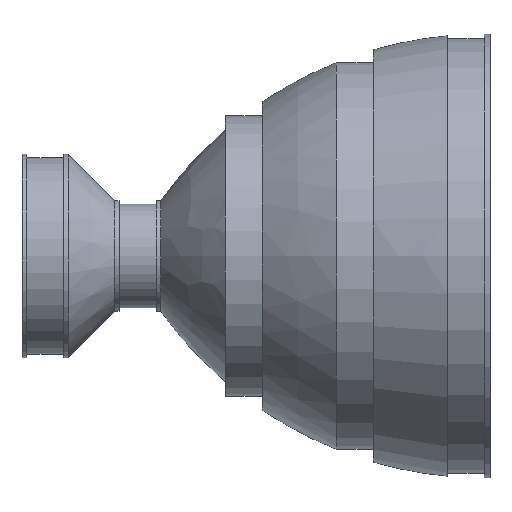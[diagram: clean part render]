
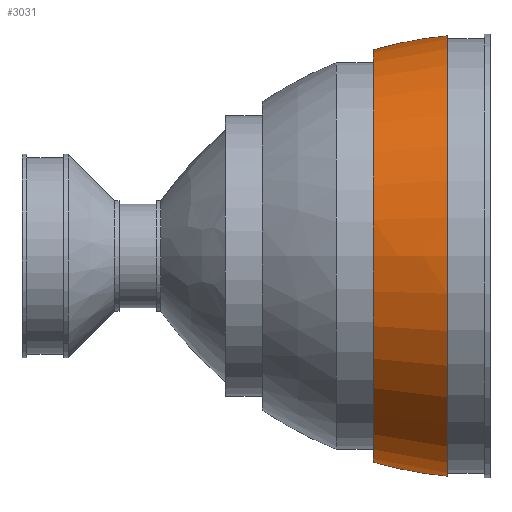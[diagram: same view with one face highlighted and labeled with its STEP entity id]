
A CAD part, top view. The second image highlights one B-rep face of the part: STEP entity #3031.
In plain terms, the highlighted free-form (B-spline) face has degree [3, 3] with [7, 4] control points.
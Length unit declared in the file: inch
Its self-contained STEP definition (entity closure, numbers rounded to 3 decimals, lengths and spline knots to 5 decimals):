
#731=CARTESIAN_POINT('',(715.,0.,0.));
#732=DIRECTION('',(1.,0.,0.));
#733=DIRECTION('',(0.,1.,0.));
#734=AXIS2_PLACEMENT_3D('',#731,#732,#733);
#747=CARTESIAN_POINT('',(775.00024,-95.13855,0.));
#748=DIRECTION('',(0.,0.,1.));
#749=DIRECTION('',(-0.093,0.996,0.));
#750=AXIS2_PLACEMENT_3D('',#747,#748,#749);
#755=CARTESIAN_POINT('',(755.,0.,0.));
#756=DIRECTION('',(1.,0.,0.));
#757=DIRECTION('',(0.,1.,0.));
#758=AXIS2_PLACEMENT_3D('',#755,#756,#757);
#763=CARTESIAN_POINT('',(775.00024,95.13855,0.));
#764=DIRECTION('',(0.,0.,-1.));
#765=DIRECTION('',(-0.093,-0.996,0.));
#766=AXIS2_PLACEMENT_3D('',#763,#764,#765);
#1959=CARTESIAN_POINT('',(755.,119.06867,0.));
#1960=CARTESIAN_POINT('',(715.,111.46424,0.));
#1961=VERTEX_POINT('',#1959);
#1962=VERTEX_POINT('',#1960);
#2025=CARTESIAN_POINT('',(755.,-119.06867,0.));
#2026=CARTESIAN_POINT('',(715.,-111.46424,0.));
#2027=VERTEX_POINT('',#2025);
#2028=VERTEX_POINT('',#2026);
#2995=CARTESIAN_POINT('',(755.81216,-118.90784,
-7.48105));
#2996=CARTESIAN_POINT('',(741.70947,-117.6475,
-7.40175));
#2997=CARTESIAN_POINT('',(727.7995,-115.00828,
-7.23571));
#2998=CARTESIAN_POINT('',(714.21724,-111.01581,
-6.98452));
#2999=CARTESIAN_POINT('',(755.81216,-123.51167,65.69467));
#3000=CARTESIAN_POINT('',(741.70947,-122.20252,64.99835));
#3001=CARTESIAN_POINT('',(727.7995,-119.46112,63.54023));
#3002=CARTESIAN_POINT('',(714.21724,-115.31408,61.33445));
#3003=CARTESIAN_POINT('',(755.81216,-73.3204,119.14295));
#3004=CARTESIAN_POINT('',(741.70947,-72.54325,117.8801));
#3005=CARTESIAN_POINT('',(727.7995,-70.91587,115.23567));
#3006=CARTESIAN_POINT('',(714.21724,-68.45405,111.23531));
#3007=CARTESIAN_POINT('',(755.81216,0.,
119.14295));
#3008=CARTESIAN_POINT('',(741.70947,0.,
117.8801));
#3009=CARTESIAN_POINT('',(727.7995,0.,
115.23567));
#3010=CARTESIAN_POINT('',(714.21724,0.,
111.23531));
#3011=CARTESIAN_POINT('',(755.81216,73.3204,119.14295));
#3012=CARTESIAN_POINT('',(741.70947,72.54325,117.8801));
#3013=CARTESIAN_POINT('',(727.7995,70.91587,115.23567));
#3014=CARTESIAN_POINT('',(714.21724,68.45405,111.23531));
#3015=CARTESIAN_POINT('',(755.81216,123.51167,65.69467));
#3016=CARTESIAN_POINT('',(741.70947,122.20252,64.99835));
#3017=CARTESIAN_POINT('',(727.7995,119.46112,63.54023));
#3018=CARTESIAN_POINT('',(714.21724,115.31408,61.33445));
#3019=CARTESIAN_POINT('',(755.81216,118.90784,-7.48105));
#3020=CARTESIAN_POINT('',(741.70947,117.6475,-7.40175));
#3021=CARTESIAN_POINT('',(727.7995,115.00828,-7.23571));
#3022=CARTESIAN_POINT('',(714.21724,111.01581,-6.98452));
#3023=(BOUNDED_SURFACE()B_SPLINE_SURFACE(3,3,((#2995,#2996,#2997,#2998),(#2999,
#3000,#3001,#3002),(#3003,#3004,#3005,#3006),(#3007,#3008,#3009,#3010),(#3011,
#3012,#3013,#3014),(#3015,#3016,#3017,#3018),(#3019,#3020,#3021,#3022)),
.UNSPECIFIED.,.F.,.F.,.F.)B_SPLINE_SURFACE_WITH_KNOTS((4,3,4),(4,4),(0.,1.,
2.),(0.,1.),.UNSPECIFIED.)GEOMETRIC_REPRESENTATION_ITEM()RATIONAL_B_SPLINE_SURFACE(((1.19,1.186,1.186,1.19),(
0.94,0.937,0.937,0.94),(
0.94,0.937,0.937,0.94),(
1.19,1.186,1.186,1.19),(
0.94,0.937,0.937,0.94),(
0.94,0.937,0.937,0.94),(
1.19,1.186,1.186,1.19)))REPRESENTATION_ITEM('')SURFACE());
#3024=ORIENTED_EDGE('',*,*,#2978,.F.);
#3026=ORIENTED_EDGE('',*,*,#3025,.T.);
#3027=ORIENTED_EDGE('',*,*,#2981,.T.);
#3028=ORIENTED_EDGE('',*,*,#2933,.F.);
#3029=EDGE_LOOP('',(#3024,#3026,#3027,#3028));
#3030=FACE_OUTER_BOUND('',#3029,.F.);
#735=CIRCLE('',#734,111.46424);
#751=CIRCLE('',#750,215.13889);
#759=CIRCLE('',#758,119.06867);
#767=CIRCLE('',#766,215.13889);
#2933=EDGE_CURVE('',#1962,#2028,#735,.T.);
#2978=EDGE_CURVE('',#1961,#1962,#751,.T.);
#2981=EDGE_CURVE('',#2027,#2028,#767,.T.);
#3025=EDGE_CURVE('',#1961,#2027,#759,.T.);
#3031=ADVANCED_FACE('',(#3030),#3023,.T.);
